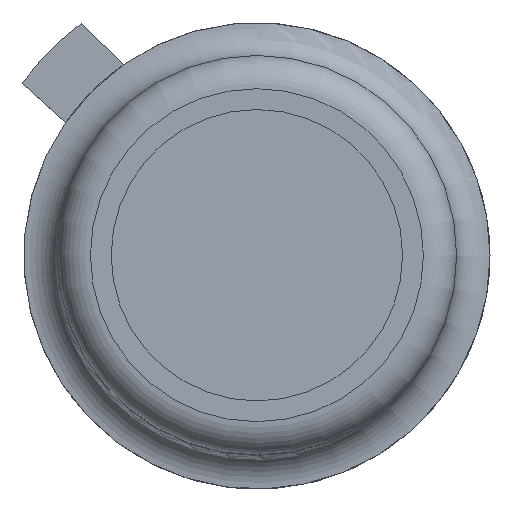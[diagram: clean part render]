
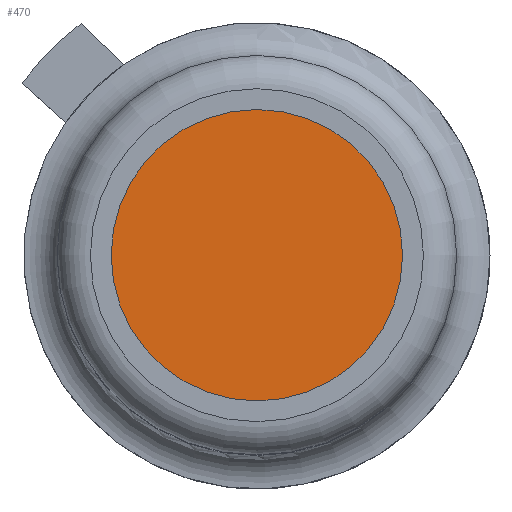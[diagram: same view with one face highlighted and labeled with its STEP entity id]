
A CAD part, top view. The second image highlights one B-rep face of the part: STEP entity #470.
In plain terms, the highlighted planar face has unit normal (0, 0, 1).
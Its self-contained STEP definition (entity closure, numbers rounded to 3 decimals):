
#51=PLANE('',#554);
#86=FACE_OUTER_BOUND('',#122,.T.);
#122=EDGE_LOOP('',(#423));
#208=CIRCLE('',#553,1.75);
#247=VERTEX_POINT('',#861);
#306=EDGE_CURVE('',#247,#247,#208,.T.);
#423=ORIENTED_EDGE('',*,*,#306,.T.);
#470=ADVANCED_FACE('',(#86),#51,.T.);
#553=AXIS2_PLACEMENT_3D('',#863,#708,#709);
#554=AXIS2_PLACEMENT_3D('',#864,#710,#711);
#708=DIRECTION('center_axis',(0.,0.,1.));
#709=DIRECTION('ref_axis',(-1.,0.,0.));
#710=DIRECTION('center_axis',(0.,0.,1.));
#711=DIRECTION('ref_axis',(-1.,0.,0.));
#861=CARTESIAN_POINT('',(1.75,0.,5.1));
#863=CARTESIAN_POINT('Origin',(0.,0.,5.1));
#864=CARTESIAN_POINT('Origin',(0.,0.,5.1));
